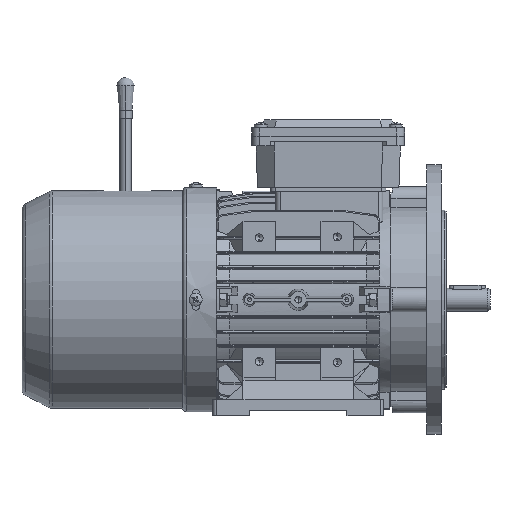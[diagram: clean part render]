
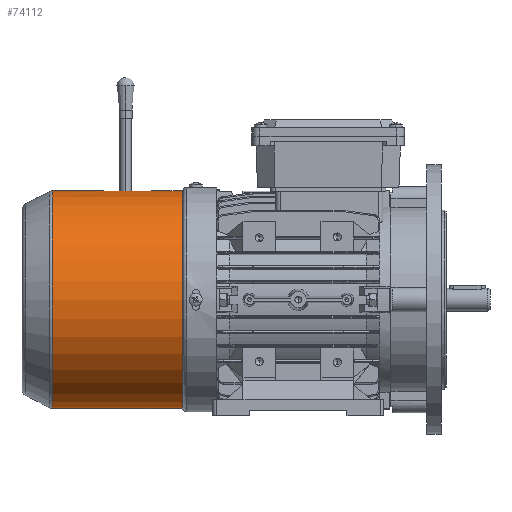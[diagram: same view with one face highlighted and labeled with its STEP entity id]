
A CAD part, front view. The second image highlights one B-rep face of the part: STEP entity #74112.
In plain terms, the highlighted cylindrical face has radius 67 mm (diameter 134 mm), a partial arc.
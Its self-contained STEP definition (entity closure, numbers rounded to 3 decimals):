
#55190 = CARTESIAN_POINT ( 'NONE',  ( 40.691, 0., -67. ) ) ;
#67457 = CARTESIAN_POINT ( 'NONE',  ( 102.958, 0., -67. ) ) ;
#67517 = CARTESIAN_POINT ( 'NONE',  ( 102.958, 0., 67. ) ) ;
#67518 = CARTESIAN_POINT ( 'NONE',  ( 23.105, 0., 0. ) ) ;
#67571 = CARTESIAN_POINT ( 'NONE',  ( 23.105, 0., -67. ) ) ;
#67576 = CARTESIAN_POINT ( 'NONE',  ( 23.105, 0., 67. ) ) ;
#67577 = DIRECTION ( 'NONE',  ( 0., 0., -1. ) ) ;
#67578 = DIRECTION ( 'NONE',  ( 1., 0., 0. ) ) ;
#67579 = AXIS2_PLACEMENT_3D ( 'NONE', #67518, #67578, #67577 ) ;
#67580 = CIRCLE ( 'NONE', #67579, 67. ) ;
#67805 = DIRECTION ( 'NONE',  ( 1., 0., 0. ) ) ;
#67806 = VECTOR ( 'NONE', #67805, 1000. ) ;
#67807 = CARTESIAN_POINT ( 'NONE',  ( 77.53, 0., 67. ) ) ;
#67808 = LINE ( 'NONE', #67807, #67806 ) ;
#67859 = CARTESIAN_POINT ( 'NONE',  ( 72.691, 0., -67. ) ) ;
#67860 = DIRECTION ( 'NONE',  ( 1., 0., 0. ) ) ;
#67861 = VECTOR ( 'NONE', #67860, 1000. ) ;
#67862 = CARTESIAN_POINT ( 'NONE',  ( 77.53, 0., -67. ) ) ;
#67868 = LINE ( 'NONE', #67862, #67861 ) ;
#67958 = DIRECTION ( 'NONE',  ( 1., 0., 0. ) ) ;
#67959 = VECTOR ( 'NONE', #67958, 1000. ) ;
#67960 = CARTESIAN_POINT ( 'NONE',  ( 77.53, 0., -67. ) ) ;
#67964 = LINE ( 'NONE', #67960, #67959 ) ;
#73687 = VERTEX_POINT ( 'NONE', #67457 ) ;
#73689 = VERTEX_POINT ( 'NONE', #67517 ) ;
#73721 = EDGE_CURVE ( 'NONE', #73723, #73725, #67580, .T. ) ;
#73723 = VERTEX_POINT ( 'NONE', #67576 ) ;
#73725 = VERTEX_POINT ( 'NONE', #67571 ) ;
#73836 = EDGE_CURVE ( 'NONE', #73723, #73689, #67808, .T. ) ;
#73843 = EDGE_CURVE ( 'NONE', #73844, #73687, #67868, .T. ) ;
#73844 = VERTEX_POINT ( 'NONE', #67859 ) ;
#73885 = EDGE_CURVE ( 'NONE', #73725, #113437, #67964, .T. ) ;
#74073 = EDGE_LOOP ( 'NONE', ( #74114, #74118, #74121, #74124, #74130, #74136, #74175, #74177 ) ) ;
#74112 = ADVANCED_FACE ( 'NONE', ( #86245 ), #86243, .T. ) ;
#74114 = ORIENTED_EDGE ( 'NONE', *, *, #73836, .F. ) ;
#74118 = ORIENTED_EDGE ( 'NONE', *, *, #73721, .T. ) ;
#74121 = ORIENTED_EDGE ( 'NONE', *, *, #73885, .T. ) ;
#74124 = ORIENTED_EDGE ( 'NONE', *, *, #74125, .F. ) ;
#74125 = EDGE_CURVE ( 'NONE', #74127, #113437, #86179, .T. ) ;
#74127 = VERTEX_POINT ( 'NONE', #86177 ) ;
#74130 = ORIENTED_EDGE ( 'NONE', *, *, #74131, .F. ) ;
#74131 = EDGE_CURVE ( 'NONE', #74133, #74127, #86282, .T. ) ;
#74133 = VERTEX_POINT ( 'NONE', #86275 ) ;
#74136 = ORIENTED_EDGE ( 'NONE', *, *, #74137, .F. ) ;
#74137 = EDGE_CURVE ( 'NONE', #73844, #74133, #86252, .T. ) ;
#74175 = ORIENTED_EDGE ( 'NONE', *, *, #73843, .T. ) ;
#74177 = ORIENTED_EDGE ( 'NONE', *, *, #74179, .F. ) ;
#74179 = EDGE_CURVE ( 'NONE', #73689, #73687, #86688, .T. ) ;
#86177 = CARTESIAN_POINT ( 'NONE',  ( 46.691, -6., -66.731 ) ) ;
#86179 = B_SPLINE_CURVE_WITH_KNOTS ( 'NONE', 3,
 ( #86202, #86201, #86199, #86197, #86195, #86193, #86191, #86189, #86187, #86313, #86311, #86309, #86307, #86305, #86303, #86301, #86299, #86297, #86295, #86293, #86291, #86289, #86287 ),
 .UNSPECIFIED., .F., .F.,
 ( 4, 2, 2, 2, 2, 2, 2, 2, 1, 2, 2, 4 ),
 ( 0., 0.001, 0.002, 0.002, 0.004, 0.005, 0.006, 0.006, 0.007, 0.008, 0.008, 0.009 ),
 .UNSPECIFIED. ) ;
#86187 = CARTESIAN_POINT ( 'NONE',  ( 43.684, -5.207, -66.798 ) ) ;
#86189 = CARTESIAN_POINT ( 'NONE',  ( 44.029, -5.391, -66.783 ) ) ;
#86191 = CARTESIAN_POINT ( 'NONE',  ( 44.574, -5.618, -66.764 ) ) ;
#86193 = CARTESIAN_POINT ( 'NONE',  ( 44.761, -5.685, -66.758 ) ) ;
#86195 = CARTESIAN_POINT ( 'NONE',  ( 45.138, -5.799, -66.749 ) ) ;
#86197 = CARTESIAN_POINT ( 'NONE',  ( 45.329, -5.847, -66.744 ) ) ;
#86199 = CARTESIAN_POINT ( 'NONE',  ( 45.904, -5.961, -66.734 ) ) ;
#86201 = CARTESIAN_POINT ( 'NONE',  ( 46.294, -6., -66.731 ) ) ;
#86202 = CARTESIAN_POINT ( 'NONE',  ( 46.691, -6., -66.731 ) ) ;
#86231 = DIRECTION ( 'NONE',  ( 0., 0., -1. ) ) ;
#86233 = DIRECTION ( 'NONE',  ( 1., 0., 0. ) ) ;
#86235 = CARTESIAN_POINT ( 'NONE',  ( 77.53, 0., 0. ) ) ;
#86236 = AXIS2_PLACEMENT_3D ( 'NONE', #86235, #86233, #86231 ) ;
#86243 = CYLINDRICAL_SURFACE ( 'NONE', #86236, 67. ) ;
#86245 = FACE_OUTER_BOUND ( 'NONE', #74073, .T. ) ;
#86252 = B_SPLINE_CURVE_WITH_KNOTS ( 'NONE', 3,
 ( #86391, #86389, #86387, #86385, #86383, #86382, #86380, #86378, #86377, #86375, #86373, #86371, #86369, #86367, #86365, #86363, #86361, #86359, #86358, #86356, #86355, #86353 ),
 .UNSPECIFIED., .F., .F.,
 ( 4, 2, 2, 2, 2, 2, 2, 2, 2, 2, 4 ),
 ( 0.009, 0.011, 0.012, 0.012, 0.013, 0.014, 0.015, 0.016, 0.016, 0.018, 0.019 ),
 .UNSPECIFIED. ) ;
#86275 = CARTESIAN_POINT ( 'NONE',  ( 66.691, -6., -66.731 ) ) ;
#86278 = DIRECTION ( 'NONE',  ( -1., 0., 0. ) ) ;
#86279 = VECTOR ( 'NONE', #86278, 1000. ) ;
#86281 = CARTESIAN_POINT ( 'NONE',  ( 77.53, -6., -66.731 ) ) ;
#86282 = LINE ( 'NONE', #86281, #86279 ) ;
#86287 = CARTESIAN_POINT ( 'NONE',  ( 40.691, 0., -67. ) ) ;
#86289 = CARTESIAN_POINT ( 'NONE',  ( 40.691, -0.392, -67. ) ) ;
#86291 = CARTESIAN_POINT ( 'NONE',  ( 40.729, -0.781, -66.997 ) ) ;
#86293 = CARTESIAN_POINT ( 'NONE',  ( 40.844, -1.362, -66.986 ) ) ;
#86295 = CARTESIAN_POINT ( 'NONE',  ( 40.893, -1.555, -66.982 ) ) ;
#86297 = CARTESIAN_POINT ( 'NONE',  ( 41.007, -1.931, -66.972 ) ) ;
#86299 = CARTESIAN_POINT ( 'NONE',  ( 41.139, -2.299, -66.961 ) ) ;
#86301 = CARTESIAN_POINT ( 'NONE',  ( 41.306, -2.653, -66.948 ) ) ;
#86303 = CARTESIAN_POINT ( 'NONE',  ( 41.491, -3., -66.933 ) ) ;
#86305 = CARTESIAN_POINT ( 'NONE',  ( 41.593, -3.17, -66.925 ) ) ;
#86307 = CARTESIAN_POINT ( 'NONE',  ( 41.922, -3.662, -66.901 ) ) ;
#86309 = CARTESIAN_POINT ( 'NONE',  ( 42.17, -3.964, -66.883 ) ) ;
#86311 = CARTESIAN_POINT ( 'NONE',  ( 42.723, -4.518, -66.848 ) ) ;
#86313 = CARTESIAN_POINT ( 'NONE',  ( 43.032, -4.771, -66.83 ) ) ;
#86353 = CARTESIAN_POINT ( 'NONE',  ( 66.691, -6., -66.731 ) ) ;
#86355 = CARTESIAN_POINT ( 'NONE',  ( 67.087, -6., -66.731 ) ) ;
#86356 = CARTESIAN_POINT ( 'NONE',  ( 67.484, -5.96, -66.734 ) ) ;
#86358 = CARTESIAN_POINT ( 'NONE',  ( 68.253, -5.806, -66.748 ) ) ;
#86359 = CARTESIAN_POINT ( 'NONE',  ( 68.626, -5.693, -66.758 ) ) ;
#86361 = CARTESIAN_POINT ( 'NONE',  ( 69.171, -5.467, -66.777 ) ) ;
#86363 = CARTESIAN_POINT ( 'NONE',  ( 69.351, -5.382, -66.784 ) ) ;
#86365 = CARTESIAN_POINT ( 'NONE',  ( 69.698, -5.196, -66.798 ) ) ;
#86367 = CARTESIAN_POINT ( 'NONE',  ( 69.865, -5.095, -66.806 ) ) ;
#86369 = CARTESIAN_POINT ( 'NONE',  ( 70.352, -4.769, -66.83 ) ) ;
#86371 = CARTESIAN_POINT ( 'NONE',  ( 70.655, -4.521, -66.848 ) ) ;
#86373 = CARTESIAN_POINT ( 'NONE',  ( 71.215, -3.961, -66.883 ) ) ;
#86375 = CARTESIAN_POINT ( 'NONE',  ( 71.463, -3.658, -66.901 ) ) ;
#86377 = CARTESIAN_POINT ( 'NONE',  ( 71.788, -3.171, -66.925 ) ) ;
#86378 = CARTESIAN_POINT ( 'NONE',  ( 71.889, -3.003, -66.933 ) ) ;
#86380 = CARTESIAN_POINT ( 'NONE',  ( 72.075, -2.656, -66.948 ) ) ;
#86382 = CARTESIAN_POINT ( 'NONE',  ( 72.16, -2.476, -66.954 ) ) ;
#86383 = CARTESIAN_POINT ( 'NONE',  ( 72.385, -1.932, -66.973 ) ) ;
#86385 = CARTESIAN_POINT ( 'NONE',  ( 72.498, -1.558, -66.983 ) ) ;
#86387 = CARTESIAN_POINT ( 'NONE',  ( 72.652, -0.789, -66.996 ) ) ;
#86389 = CARTESIAN_POINT ( 'NONE',  ( 72.691, -0.391, -67. ) ) ;
#86391 = CARTESIAN_POINT ( 'NONE',  ( 72.691, 0., -67. ) ) ;
#86680 = DIRECTION ( 'NONE',  ( 0., 0., -1. ) ) ;
#86682 = DIRECTION ( 'NONE',  ( 1., 0., 0. ) ) ;
#86684 = CARTESIAN_POINT ( 'NONE',  ( 102.958, 0., 0. ) ) ;
#86686 = AXIS2_PLACEMENT_3D ( 'NONE', #86684, #86682, #86680 ) ;
#86688 = CIRCLE ( 'NONE', #86686, 67. ) ;
#113437 = VERTEX_POINT ( 'NONE', #55190 ) ;
